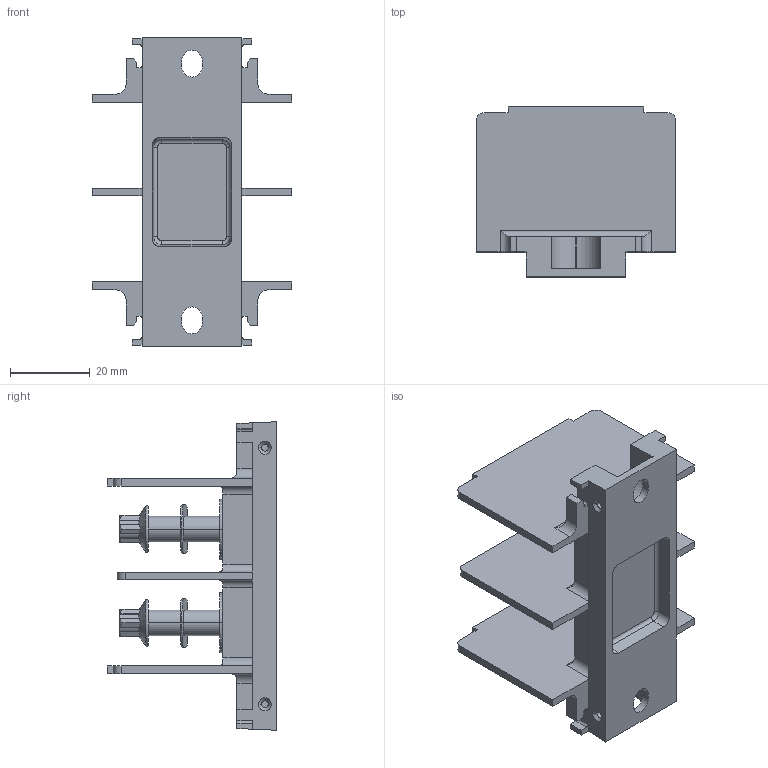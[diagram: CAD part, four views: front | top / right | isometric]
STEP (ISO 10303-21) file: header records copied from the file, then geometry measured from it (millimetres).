
FILE_DESCRIPTION((''),'2;1');
FILE_NAME('32406024004','2019-12-20T',('presta_be4'),(''),'CREO PARAMETRIC BY PTC INC, 2018360','CREO PARAMETRIC BY PTC INC, 2018360','');
FILE_SCHEMA(('CONFIG_CONTROL_DESIGN'));
Length unit declared in the file: millimetre
Products named in the file (1): 32406024004
Bounding box: 50 x 42.5 x 77.2 mm (x, y, z)
Volume: 29812.6 mm3; surface area: 19383.5 mm2
Topology: 3 solids, 3 shells, 291 faces, 796 edges, 520 vertices
Faces by surface type: plane 155, cylinder 100, cone 28, torus 4, bspline 4
Entity records: 10424 total; most frequent: CARTESIAN_POINT 3139, ORIENTED_EDGE 1592, DIRECTION 1406, EDGE_CURVE 796, VERTEX_POINT 520, AXIS2_PLACEMENT_3D 475, VECTOR 456, LINE 456
